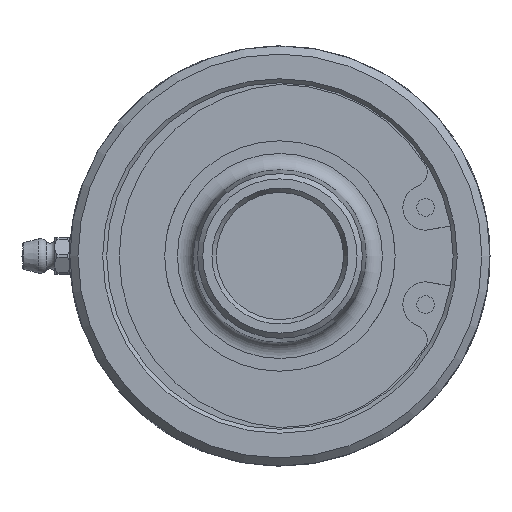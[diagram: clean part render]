
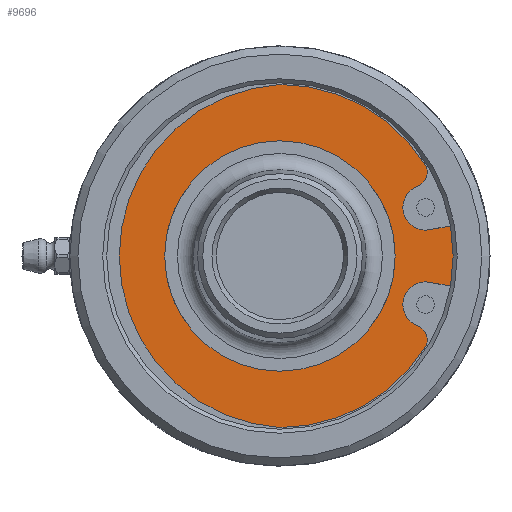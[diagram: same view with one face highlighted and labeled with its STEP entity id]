
A CAD part, left-side view. The second image highlights one B-rep face of the part: STEP entity #9696.
In plain terms, the highlighted planar face has unit normal (-1, 0, 0).
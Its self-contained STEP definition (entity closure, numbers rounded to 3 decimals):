
#404=PLANE('',#10506);
#604=FACE_BOUND('',#1883,.T.);
#1293=FACE_OUTER_BOUND('',#1882,.T.);
#1882=EDGE_LOOP('',(#7029,#7030,#7031,#7032,#7033,#7034,#7035,#7036,#7037,
#7038));
#1883=EDGE_LOOP('',(#7039,#7040));
#2481=CIRCLE('',#10362,22.65);
#2482=CIRCLE('',#10363,22.65);
#2544=CIRCLE('',#10469,4.474);
#2550=CIRCLE('',#10480,33.733);
#2552=CIRCLE('',#10483,2.949);
#2554=CIRCLE('',#10486,4.474);
#2556=CIRCLE('',#10489,2.949);
#2558=CIRCLE('',#10492,33.733);
#2560=CIRCLE('',#10495,33.806);
#2562=CIRCLE('',#10502,36.9);
#2880=LINE('',#15149,#3351);
#2884=LINE('',#15159,#3355);
#3351=VECTOR('',#11649,10.);
#3355=VECTOR('',#11655,10.);
#3963=VERTEX_POINT('',#14760);
#3964=VERTEX_POINT('',#14761);
#4049=VERTEX_POINT('',#15137);
#4050=VERTEX_POINT('',#15139);
#4053=VERTEX_POINT('',#15147);
#4057=VERTEX_POINT('',#15156);
#4058=VERTEX_POINT('',#15158);
#4065=VERTEX_POINT('',#15177);
#4066=VERTEX_POINT('',#15179);
#4068=VERTEX_POINT('',#15188);
#4070=VERTEX_POINT('',#15194);
#4072=VERTEX_POINT('',#15200);
#5018=EDGE_CURVE('',#3963,#3964,#2481,.T.);
#5019=EDGE_CURVE('',#3964,#3963,#2482,.T.);
#5149=EDGE_CURVE('',#4050,#4049,#2544,.T.);
#5154=EDGE_CURVE('',#4049,#4053,#2880,.T.);
#5158=EDGE_CURVE('',#4058,#4057,#2884,.T.);
#5168=EDGE_CURVE('',#4066,#4065,#2550,.T.);
#5171=EDGE_CURVE('',#4065,#4050,#2552,.T.);
#5174=EDGE_CURVE('',#4057,#4068,#2554,.T.);
#5177=EDGE_CURVE('',#4068,#4070,#2556,.T.);
#5180=EDGE_CURVE('',#4070,#4072,#2558,.T.);
#5182=EDGE_CURVE('',#4072,#4066,#2560,.T.);
#5197=EDGE_CURVE('',#4053,#4058,#2562,.T.);
#7029=ORIENTED_EDGE('',*,*,#5158,.T.);
#7030=ORIENTED_EDGE('',*,*,#5174,.T.);
#7031=ORIENTED_EDGE('',*,*,#5177,.T.);
#7032=ORIENTED_EDGE('',*,*,#5180,.T.);
#7033=ORIENTED_EDGE('',*,*,#5182,.T.);
#7034=ORIENTED_EDGE('',*,*,#5168,.T.);
#7035=ORIENTED_EDGE('',*,*,#5171,.T.);
#7036=ORIENTED_EDGE('',*,*,#5149,.T.);
#7037=ORIENTED_EDGE('',*,*,#5154,.T.);
#7038=ORIENTED_EDGE('',*,*,#5197,.T.);
#7039=ORIENTED_EDGE('',*,*,#5018,.T.);
#7040=ORIENTED_EDGE('',*,*,#5019,.T.);
#9696=ADVANCED_FACE('',(#1293,#604),#404,.F.);
#10362=AXIS2_PLACEMENT_3D('',#14762,#11396,#11397);
#10363=AXIS2_PLACEMENT_3D('',#14763,#11398,#11399);
#10469=AXIS2_PLACEMENT_3D('',#15140,#11641,#11642);
#10480=AXIS2_PLACEMENT_3D('',#15180,#11676,#11677);
#10483=AXIS2_PLACEMENT_3D('',#15184,#11683,#11684);
#10486=AXIS2_PLACEMENT_3D('',#15190,#11690,#11691);
#10489=AXIS2_PLACEMENT_3D('',#15196,#11697,#11698);
#10492=AXIS2_PLACEMENT_3D('',#15202,#11704,#11705);
#10495=AXIS2_PLACEMENT_3D('',#15205,#11710,#11711);
#10502=AXIS2_PLACEMENT_3D('',#15359,#11724,#11725);
#10506=AXIS2_PLACEMENT_3D('',#15364,#11732,#11733);
#11396=DIRECTION('center_axis',(1.,0.,0.));
#11397=DIRECTION('ref_axis',(0.,0.,-1.));
#11398=DIRECTION('center_axis',(1.,0.,0.));
#11399=DIRECTION('ref_axis',(0.,0.,-1.));
#11641=DIRECTION('center_axis',(1.,0.,0.));
#11642=DIRECTION('ref_axis',(0.,0.355,-0.935));
#11649=DIRECTION('',(0.,-0.985,-0.174));
#11655=DIRECTION('',(0.,0.985,-0.174));
#11676=DIRECTION('center_axis',(-1.,0.,0.));
#11677=DIRECTION('ref_axis',(0.,0.849,0.528));
#11683=DIRECTION('center_axis',(-1.,0.,0.));
#11684=DIRECTION('ref_axis',(0.,0.355,-0.935));
#11690=DIRECTION('center_axis',(1.,0.,0.));
#11691=DIRECTION('ref_axis',(0.,-0.046,-0.999));
#11697=DIRECTION('center_axis',(-1.,0.,0.));
#11698=DIRECTION('ref_axis',(0.,0.893,-0.451));
#11704=DIRECTION('center_axis',(-1.,0.,0.));
#11705=DIRECTION('ref_axis',(0.,0.,-1.));
#11710=DIRECTION('center_axis',(-1.,0.,0.));
#11711=DIRECTION('ref_axis',(0.,-0.066,0.998));
#11724=DIRECTION('center_axis',(-1.,0.,0.));
#11725=DIRECTION('ref_axis',(0.,1.,0.));
#11732=DIRECTION('center_axis',(1.,0.,0.));
#11733=DIRECTION('ref_axis',(0.,0.,-1.));
#14760=CARTESIAN_POINT('',(7.26,0.,-22.65));
#14761=CARTESIAN_POINT('',(7.26,0.,22.65));
#14762=CARTESIAN_POINT('Origin',(7.26,0.,
0.));
#14763=CARTESIAN_POINT('Origin',(7.26,0.,
0.));
#15137=CARTESIAN_POINT('',(7.26,-28.843,-5.086));
#15139=CARTESIAN_POINT('',(7.26,-27.053,-13.738));
#15140=CARTESIAN_POINT('Origin',(7.26,-28.639,-9.555));
#15147=CARTESIAN_POINT('',(7.26,-36.339,-6.408));
#15149=CARTESIAN_POINT('',(7.26,-4.374,-0.771));
#15156=CARTESIAN_POINT('',(7.26,-28.843,5.086));
#15158=CARTESIAN_POINT('',(7.26,-36.339,6.408));
#15159=CARTESIAN_POINT('',(7.26,-0.625,0.11));
#15177=CARTESIAN_POINT('',(7.26,-28.639,-17.825));
#15179=CARTESIAN_POINT('',(7.26,0.,-33.733));
#15180=CARTESIAN_POINT('Origin',(7.26,0.,0.));
#15184=CARTESIAN_POINT('Origin',(7.26,-26.007,-16.495));
#15188=CARTESIAN_POINT('',(7.26,-27.053,13.738));
#15190=CARTESIAN_POINT('Origin',(7.26,-28.639,9.555));
#15194=CARTESIAN_POINT('',(7.26,-28.639,17.825));
#15196=CARTESIAN_POINT('Origin',(7.26,-26.007,16.495));
#15200=CARTESIAN_POINT('',(7.26,0.,33.733));
#15202=CARTESIAN_POINT('Origin',(7.26,0.,0.));
#15205=CARTESIAN_POINT('Origin',(7.26,-2.225,0.));
#15359=CARTESIAN_POINT('Origin',(7.26,0.,0.));
#15364=CARTESIAN_POINT('Origin',(7.26,28.45,0.));
